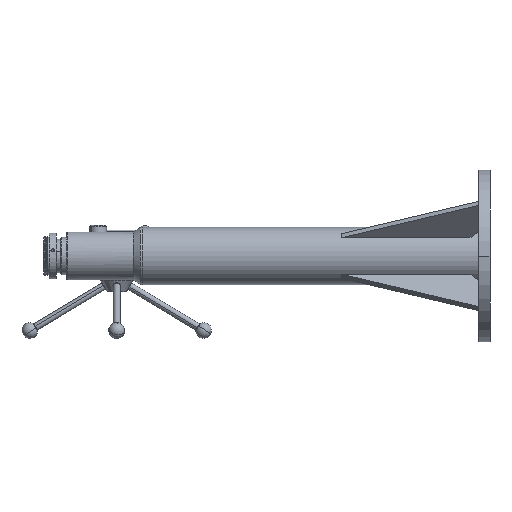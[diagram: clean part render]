
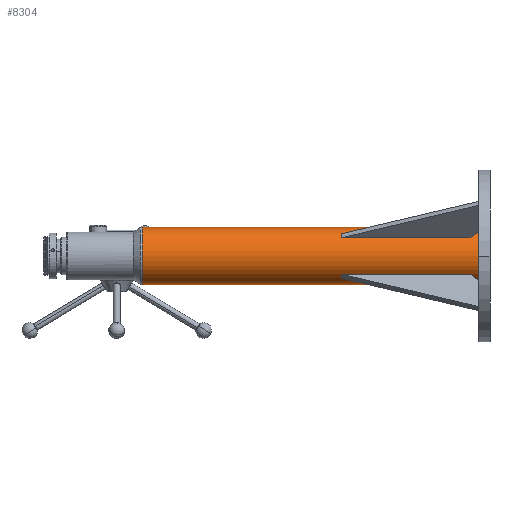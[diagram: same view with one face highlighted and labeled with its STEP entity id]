
A CAD part, left-side view. The second image highlights one B-rep face of the part: STEP entity #8304.
In plain terms, the highlighted cylindrical face has radius 63.5 mm (diameter 127 mm), a partial arc.
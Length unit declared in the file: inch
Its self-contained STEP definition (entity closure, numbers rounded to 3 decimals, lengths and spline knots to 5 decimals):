
#41 = VERTEX_POINT ( 'NONE', #8437 ) ;
#754 = CARTESIAN_POINT ( 'NONE',  ( 0., 30.375, 0. ) ) ;
#779 = AXIS2_PLACEMENT_3D ( 'NONE', #754, #8708, #7458 ) ;
#1772 = CARTESIAN_POINT ( 'NONE',  ( 0., 1., 2.5 ) ) ;
#1969 = CIRCLE ( 'NONE', #4150, 2.5 ) ;
#2417 = LINE ( 'NONE', #2668, #14346 ) ;
#2668 = CARTESIAN_POINT ( 'NONE',  ( 0., 30.375, 2.5 ) ) ;
#3776 = DIRECTION ( 'NONE',  ( 0., -1., 0. ) ) ;
#4020 = EDGE_LOOP ( 'NONE', ( #11415, #16691, #12208, #4541 ) ) ;
#4150 = AXIS2_PLACEMENT_3D ( 'NONE', #14788, #14528, #4257 ) ;
#4257 = DIRECTION ( 'NONE',  ( 0., 0., 1. ) ) ;
#4505 = CARTESIAN_POINT ( 'NONE',  ( 0., 30.375, -2.5 ) ) ;
#4541 = ORIENTED_EDGE ( 'NONE', *, *, #9838, .T. ) ;
#4666 = DIRECTION ( 'NONE',  ( 0., 1., 0. ) ) ;
#4886 = EDGE_CURVE ( 'NONE', #5990, #41, #16227, .T. ) ;
#5990 = VERTEX_POINT ( 'NONE', #6369 ) ;
#6023 = FACE_OUTER_BOUND ( 'NONE', #4020, .T. ) ;
#6103 = CYLINDRICAL_SURFACE ( 'NONE', #779, 2.5 ) ;
#6369 = CARTESIAN_POINT ( 'NONE',  ( 0., 30.375, -2.5 ) ) ;
#6724 = CIRCLE ( 'NONE', #10506, 2.5 ) ;
#7458 = DIRECTION ( 'NONE',  ( 0., 0., -1. ) ) ;
#8304 = ADVANCED_FACE ( 'Defeatured_373', ( #6023 ), #6103, .T. ) ;
#8437 = CARTESIAN_POINT ( 'NONE',  ( 0., 1., -2.5 ) ) ;
#8708 = DIRECTION ( 'NONE',  ( 0., -1., 0. ) ) ;
#9666 = CARTESIAN_POINT ( 'NONE',  ( 0., 30.375, 0. ) ) ;
#9838 = EDGE_CURVE ( 'Defeatured_373+Defeatured_37114+Defeatured_37114+Defeatured_37114', #41, #16146, #1969, .T. ) ;
#10315 = VECTOR ( 'NONE', #10696, 39.37008 ) ;
#10506 = AXIS2_PLACEMENT_3D ( 'NONE', #9666, #4666, #14859 ) ;
#10696 = DIRECTION ( 'NONE',  ( 0., -1., 0. ) ) ;
#11415 = ORIENTED_EDGE ( 'NONE', *, *, #14441, .F. ) ;
#11759 = CARTESIAN_POINT ( 'NONE',  ( 0., 30.375, 2.5 ) ) ;
#12208 = ORIENTED_EDGE ( 'NONE', *, *, #4886, .T. ) ;
#12398 = VERTEX_POINT ( 'NONE', #11759 ) ;
#14346 = VECTOR ( 'NONE', #3776, 39.37008 ) ;
#14441 = EDGE_CURVE ( 'NONE', #12398, #16146, #2417, .T. ) ;
#14528 = DIRECTION ( 'NONE',  ( 0., 1., 0. ) ) ;
#14788 = CARTESIAN_POINT ( 'NONE',  ( 0., 1., 0. ) ) ;
#14859 = DIRECTION ( 'NONE',  ( 0., 0., 1. ) ) ;
#15505 = EDGE_CURVE ( 'Defeatured_375+Defeatured_373+Defeatured_378+Defeatured_378', #5990, #12398, #6724, .T. ) ;
#16146 = VERTEX_POINT ( 'NONE', #1772 ) ;
#16227 = LINE ( 'NONE', #4505, #10315 ) ;
#16691 = ORIENTED_EDGE ( 'NONE', *, *, #15505, .F. ) ;
